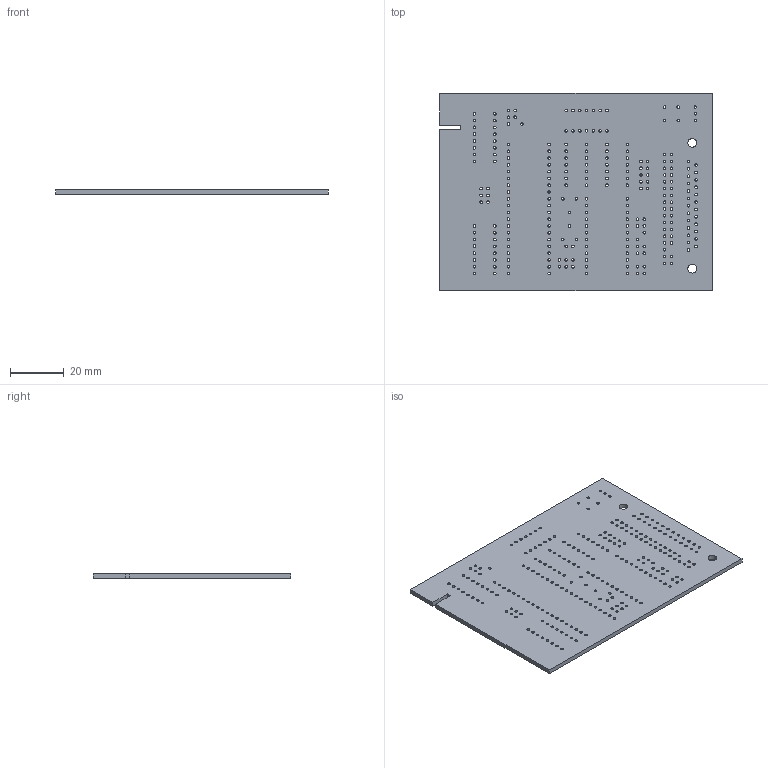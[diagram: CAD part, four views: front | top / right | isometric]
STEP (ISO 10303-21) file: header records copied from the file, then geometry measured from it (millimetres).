
FILE_DESCRIPTION(('Open CASCADE Model'),'2;1');
FILE_NAME('Open CASCADE Shape Model','2025-01-25T10:22:32',('Author'),( 'Open CASCADE'),'Open CASCADE STEP processor 6.5','Open CASCADE 6.5' ,'Unknown');
FILE_SCHEMA(('AUTOMOTIVE_DESIGN_CC2 { 1 2 10303 214 -1 1 5 4 }'));
Length unit declared in the file: millimetre
Products named in the file (2): PCB; Board
Assembly tree (1 placements, depth 2):
  PCB
    Board
Bounding box: 101.85 x 73.66 x 1.69 mm (x, y, z)
Volume: 12318.9 mm3; surface area: 16527.7 mm2
Topology: 1 solids, 1 shells, 265 faces, 789 edges, 526 vertices
Faces by surface type: cylinder 255, plane 10
Full cylindrical faces by diameter (mm): 0.9 x5, 0.965 x248, 3.26 x2
Entity records: 22059 total; most frequent: CARTESIAN_POINT 6220, DIRECTION 2901, ORIENTED_EDGE 1578, PCURVE 1578, DEFINITIONAL_REPRESENTATION 1578, LINE 1347, VECTOR 1347, EDGE_CURVE 789
